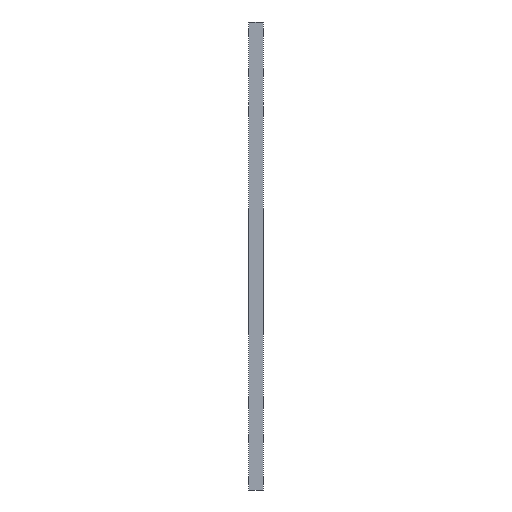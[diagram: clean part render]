
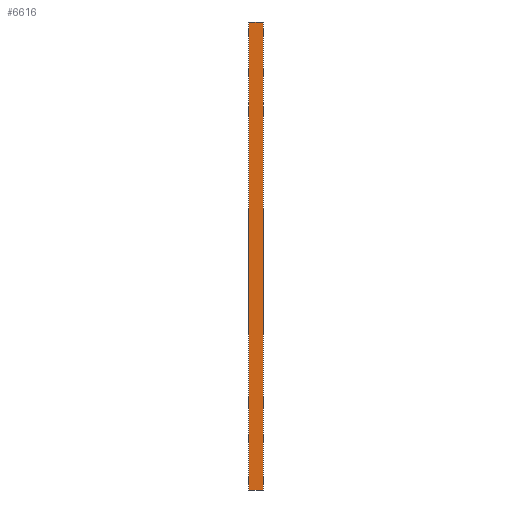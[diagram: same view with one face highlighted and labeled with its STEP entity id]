
A CAD part, front view. The second image highlights one B-rep face of the part: STEP entity #6616.
In plain terms, the highlighted planar face has unit normal (0, -1, 0).
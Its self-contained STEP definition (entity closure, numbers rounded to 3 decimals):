
#852=FACE_OUTER_BOUND('',#1236,.T.);
#1236=EDGE_LOOP('',(#6013,#6014,#6015,#6016));
#1856=LINE('',#11873,#2518);
#1919=LINE('',#12085,#2581);
#1920=LINE('',#12087,#2582);
#1921=LINE('',#12088,#2583);
#2518=VECTOR('',#7827,10.);
#2581=VECTOR('',#8042,10.);
#2582=VECTOR('',#8043,10.);
#2583=VECTOR('',#8044,10.);
#3150=VERTEX_POINT('',#11867);
#3152=VERTEX_POINT('',#11871);
#3225=VERTEX_POINT('',#12084);
#3226=VERTEX_POINT('',#12086);
#4064=EDGE_CURVE('',#3150,#3152,#1856,.T.);
#4169=EDGE_CURVE('',#3225,#3152,#1919,.T.);
#4170=EDGE_CURVE('',#3226,#3225,#1920,.T.);
#4171=EDGE_CURVE('',#3226,#3150,#1921,.T.);
#6013=ORIENTED_EDGE('',*,*,#4064,.T.);
#6014=ORIENTED_EDGE('',*,*,#4169,.F.);
#6015=ORIENTED_EDGE('',*,*,#4170,.F.);
#6016=ORIENTED_EDGE('',*,*,#4171,.T.);
#6279=PLANE('',#6887);
#6616=ADVANCED_FACE('',(#852),#6279,.T.);
#6887=AXIS2_PLACEMENT_3D('',#12083,#8040,#8041);
#7827=DIRECTION('',(0.,0.,1.));
#8040=DIRECTION('center_axis',(0.,-1.,0.));
#8041=DIRECTION('ref_axis',(0.,0.,-1.));
#8042=DIRECTION('',(1.,0.,0.));
#8043=DIRECTION('',(0.,0.,1.));
#8044=DIRECTION('',(1.,0.,0.));
#11867=CARTESIAN_POINT('',(-532.,144.361,-68.086));
#11871=CARTESIAN_POINT('',(-532.,144.361,131.914));
#11873=CARTESIAN_POINT('',(-532.,144.361,81.914));
#12083=CARTESIAN_POINT('Origin',(-538.,144.361,131.914));
#12084=CARTESIAN_POINT('',(-538.,144.361,131.914));
#12085=CARTESIAN_POINT('',(-538.,144.361,131.914));
#12086=CARTESIAN_POINT('',(-538.,144.361,-68.086));
#12087=CARTESIAN_POINT('',(-538.,144.361,-68.086));
#12088=CARTESIAN_POINT('',(-538.,144.361,-68.086));
